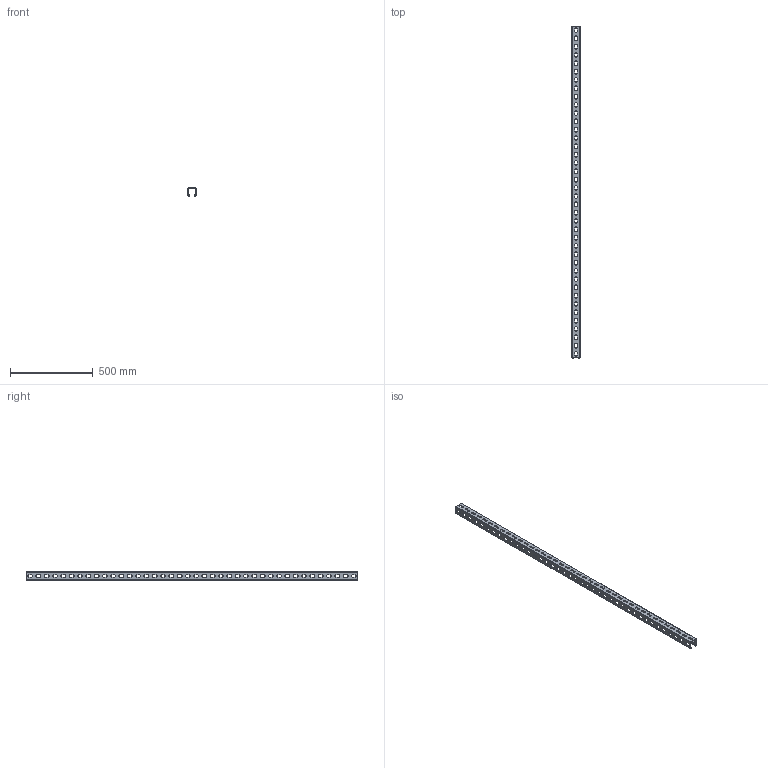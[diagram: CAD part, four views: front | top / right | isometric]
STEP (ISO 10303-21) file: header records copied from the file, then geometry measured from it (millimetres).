
FILE_DESCRIPTION((''),'2;1');
FILE_NAME('616720_PRT','2018-12-05T12:35:09',('tomasz.grudniewski'),(''),'CREO PARAMETRIC BY PTC INC, 2018260','CREO PARAMETRIC BY PTC INC, 2018260','');
FILE_SCHEMA(('CONFIG_CONTROL_DESIGN'));
Length unit declared in the file: millimetre
Products named in the file (1): 616720_PRT
Bounding box: 50 x 2000 x 50 mm (x, y, z)
Volume: 447808.3 mm3; surface area: 617060.5 mm2
Topology: 1 solids, 1 shells, 534 faces, 1548 edges, 1016 vertices
Faces by surface type: plane 282, cylinder 252
Entity records: 18170 total; most frequent: DIRECTION 3120, CARTESIAN_POINT 3098, ORIENTED_EDGE 3096, EDGE_CURVE 1548, VECTOR 1044, LINE 1044, AXIS2_PLACEMENT_3D 1038, VERTEX_POINT 1016
